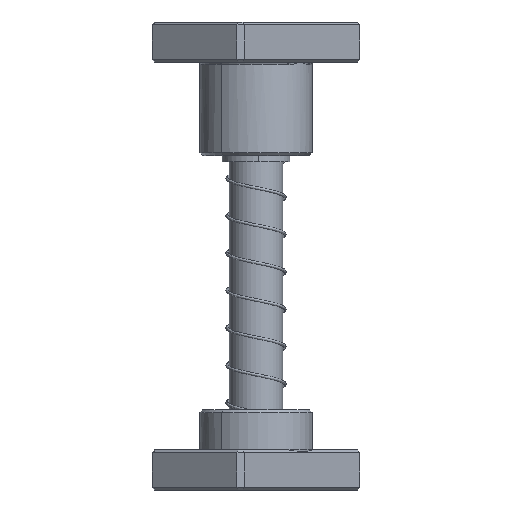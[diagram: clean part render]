
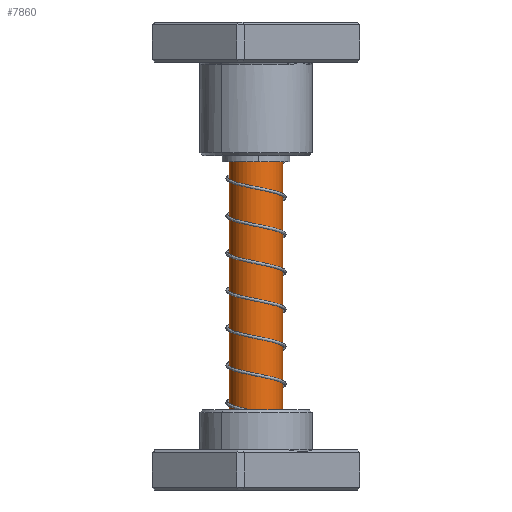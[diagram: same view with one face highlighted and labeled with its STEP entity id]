
A CAD part, front view. The second image highlights one B-rep face of the part: STEP entity #7860.
In plain terms, the highlighted cylindrical face has radius 10 mm (diameter 20 mm), a partial arc.
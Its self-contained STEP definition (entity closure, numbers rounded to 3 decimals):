
#44 = AXIS2_PLACEMENT_3D ( 'NONE', #5865, #25506, #8693 ) ;
#2171 = AXIS2_PLACEMENT_3D ( 'NONE', #9611, #29195, #12426 ) ;
#2242 = EDGE_CURVE ( 'NONE', #12993, #22375, #8595, .T. ) ;
#3187 = LINE ( 'NONE', #30968, #24742 ) ;
#3211 = EDGE_CURVE ( 'NONE', #12564, #34184, #19529, .T. ) ;
#4914 = DIRECTION ( 'NONE',  ( 0., 0., -1. ) ) ;
#5865 = CARTESIAN_POINT ( 'NONE',  ( 0., 0., 19. ) ) ;
#6744 = CARTESIAN_POINT ( 'NONE',  ( -10., 0., 147.5 ) ) ;
#7860 = ADVANCED_FACE ( 'NONE', ( #35972 ), #35094, .T. ) ;
#8242 = DIRECTION ( 'NONE',  ( 0., 0., -1. ) ) ;
#8275 = DIRECTION ( 'NONE',  ( 0., 0., -1. ) ) ;
#8595 = CIRCLE ( 'NONE', #44, 10. ) ;
#8693 = DIRECTION ( 'NONE',  ( -1., 0., 0. ) ) ;
#8696 = CARTESIAN_POINT ( 'NONE',  ( -10., 0., 19. ) ) ;
#9611 = CARTESIAN_POINT ( 'NONE',  ( 0., 0., 147.5 ) ) ;
#12426 = DIRECTION ( 'NONE',  ( 1., 0., 0. ) ) ;
#12564 = VERTEX_POINT ( 'NONE', #29000 ) ;
#12993 = VERTEX_POINT ( 'NONE', #14469 ) ;
#13341 = EDGE_CURVE ( 'NONE', #12564, #12993, #3187, .T. ) ;
#14469 = CARTESIAN_POINT ( 'NONE',  ( 10., 0., 19. ) ) ;
#18161 = VECTOR ( 'NONE', #8242, 1000. ) ;
#19116 = AXIS2_PLACEMENT_3D ( 'NONE', #24589, #4914, #27376 ) ;
#19529 = CIRCLE ( 'NONE', #2171, 10. ) ;
#19538 = CARTESIAN_POINT ( 'NONE',  ( -10., 0., 150. ) ) ;
#19717 = EDGE_LOOP ( 'NONE', ( #23896, #34249, #24906, #20620 ) ) ;
#20620 = ORIENTED_EDGE ( 'NONE', *, *, #2242, .F. ) ;
#22375 = VERTEX_POINT ( 'NONE', #8696 ) ;
#23896 = ORIENTED_EDGE ( 'NONE', *, *, #13341, .F. ) ;
#24589 = CARTESIAN_POINT ( 'NONE',  ( 0., 0., 150. ) ) ;
#24742 = VECTOR ( 'NONE', #8275, 1000. ) ;
#24906 = ORIENTED_EDGE ( 'NONE', *, *, #26053, .T. ) ;
#25506 = DIRECTION ( 'NONE',  ( 0., 0., -1. ) ) ;
#26053 = EDGE_CURVE ( 'NONE', #34184, #22375, #26487, .T. ) ;
#26487 = LINE ( 'NONE', #19538, #18161 ) ;
#27376 = DIRECTION ( 'NONE',  ( -1., 0., 0. ) ) ;
#29000 = CARTESIAN_POINT ( 'NONE',  ( 10., 0., 147.5 ) ) ;
#29195 = DIRECTION ( 'NONE',  ( 0., 0., -1. ) ) ;
#30968 = CARTESIAN_POINT ( 'NONE',  ( 10., 0., 150. ) ) ;
#34184 = VERTEX_POINT ( 'NONE', #6744 ) ;
#34249 = ORIENTED_EDGE ( 'NONE', *, *, #3211, .T. ) ;
#35094 = CYLINDRICAL_SURFACE ( 'NONE', #19116, 10. ) ;
#35972 = FACE_OUTER_BOUND ( 'NONE', #19717, .T. ) ;
